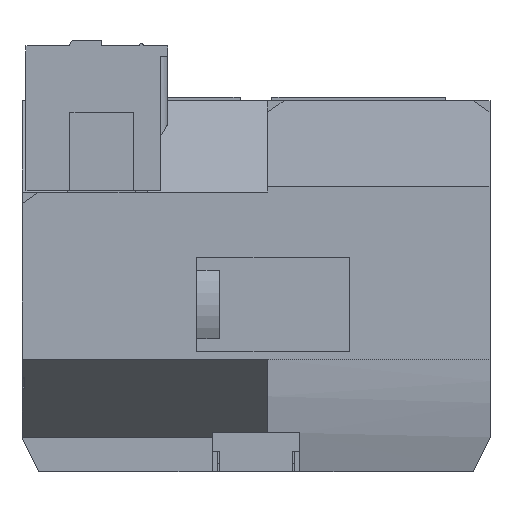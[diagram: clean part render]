
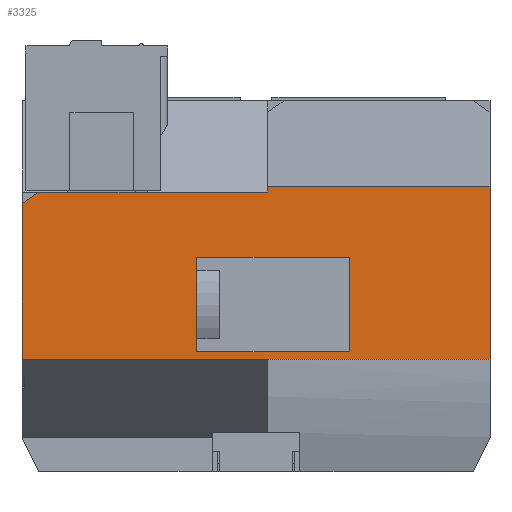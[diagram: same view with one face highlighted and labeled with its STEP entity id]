
A CAD part, front view. The second image highlights one B-rep face of the part: STEP entity #3325.
In plain terms, the highlighted planar face has unit normal (0, 1, 0).
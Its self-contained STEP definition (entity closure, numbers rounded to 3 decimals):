
#3214=AXIS2_PLACEMENT_3D('Plane Axis2P3D',#3211,#3212,#3213) ;
#3211=CARTESIAN_POINT('Axis2P3D Location',(-20.5,-52.8,6.45)) ;
#3217=CARTESIAN_POINT('Control Point',(1.,-52.8,21.1)) ;
#3218=CARTESIAN_POINT('Control Point',(1.,-52.8,21.6)) ;
#3219=CARTESIAN_POINT('Vertex',(1.,-52.8,21.1)) ;
#3221=CARTESIAN_POINT('Vertex',(1.,-52.8,21.6)) ;
#3225=CARTESIAN_POINT('Control Point',(1.,-52.8,21.6)) ;
#3226=CARTESIAN_POINT('Control Point',(20.5,-52.8,21.6)) ;
#3227=CARTESIAN_POINT('Vertex',(20.5,-52.8,21.6)) ;
#3231=CARTESIAN_POINT('Control Point',(20.5,-52.8,21.6)) ;
#3232=CARTESIAN_POINT('Control Point',(20.5,-52.8,6.45)) ;
#3233=CARTESIAN_POINT('Vertex',(20.5,-52.8,6.45)) ;
#3237=CARTESIAN_POINT('Control Point',(20.5,-52.8,6.45)) ;
#3238=CARTESIAN_POINT('Control Point',(-20.5,-52.8,6.45)) ;
#3239=CARTESIAN_POINT('Vertex',(-20.5,-52.8,6.45)) ;
#3243=CARTESIAN_POINT('Control Point',(-20.5,-52.8,6.45)) ;
#3244=CARTESIAN_POINT('Control Point',(-20.5,-52.8,20.1)) ;
#3245=CARTESIAN_POINT('Vertex',(-20.5,-52.8,20.1)) ;
#3249=CARTESIAN_POINT('Control Point',(-20.5,-52.8,20.1)) ;
#3250=CARTESIAN_POINT('Control Point',(-19.03,-52.8,21.1)) ;
#3251=CARTESIAN_POINT('Vertex',(-19.03,-52.8,21.1)) ;
#3255=CARTESIAN_POINT('Control Point',(-19.03,-52.8,21.1)) ;
#3256=CARTESIAN_POINT('Control Point',(1.,-52.8,21.1)) ;
#3268=CARTESIAN_POINT('Control Point',(-5.2,-52.8,14.916)) ;
#3269=CARTESIAN_POINT('Control Point',(-4.2,-52.8,14.916)) ;
#3270=CARTESIAN_POINT('Vertex',(-5.2,-52.8,14.916)) ;
#3272=CARTESIAN_POINT('Vertex',(-4.2,-52.8,14.916)) ;
#3276=CARTESIAN_POINT('Control Point',(-4.2,-52.8,14.916)) ;
#3277=CARTESIAN_POINT('Control Point',(-4.2,-52.8,7.584)) ;
#3278=CARTESIAN_POINT('Vertex',(-4.2,-52.8,7.584)) ;
#3282=CARTESIAN_POINT('Control Point',(-4.2,-52.8,7.584)) ;
#3283=CARTESIAN_POINT('Control Point',(-5.2,-52.8,7.584)) ;
#3284=CARTESIAN_POINT('Vertex',(-5.2,-52.8,7.584)) ;
#3288=CARTESIAN_POINT('Control Point',(-5.2,-52.8,7.584)) ;
#3289=CARTESIAN_POINT('Control Point',(-5.2,-52.8,7.1)) ;
#3290=CARTESIAN_POINT('Vertex',(-5.2,-52.8,7.1)) ;
#3294=CARTESIAN_POINT('Control Point',(-5.2,-52.8,7.1)) ;
#3295=CARTESIAN_POINT('Control Point',(8.2,-52.8,7.1)) ;
#3296=CARTESIAN_POINT('Vertex',(8.2,-52.8,7.1)) ;
#3300=CARTESIAN_POINT('Control Point',(8.2,-52.8,7.1)) ;
#3301=CARTESIAN_POINT('Control Point',(8.2,-52.8,15.4)) ;
#3302=CARTESIAN_POINT('Vertex',(8.2,-52.8,15.4)) ;
#3306=CARTESIAN_POINT('Control Point',(8.2,-52.8,15.4)) ;
#3307=CARTESIAN_POINT('Control Point',(-5.2,-52.8,15.4)) ;
#3308=CARTESIAN_POINT('Vertex',(-5.2,-52.8,15.4)) ;
#3312=CARTESIAN_POINT('Control Point',(-5.2,-52.8,15.4)) ;
#3313=CARTESIAN_POINT('Control Point',(-5.2,-52.8,14.916)) ;
#3212=DIRECTION('Axis2P3D Direction',(0.,1.,0.)) ;
#3213=DIRECTION('Axis2P3D XDirection',(0.,0.,1.)) ;
#3259=ORIENTED_EDGE('',*,*,#3223,.T.) ;
#3260=ORIENTED_EDGE('',*,*,#3229,.T.) ;
#3261=ORIENTED_EDGE('',*,*,#3235,.T.) ;
#3262=ORIENTED_EDGE('',*,*,#3241,.T.) ;
#3263=ORIENTED_EDGE('',*,*,#3247,.T.) ;
#3264=ORIENTED_EDGE('',*,*,#3253,.T.) ;
#3265=ORIENTED_EDGE('',*,*,#3257,.T.) ;
#3316=ORIENTED_EDGE('',*,*,#3274,.T.) ;
#3317=ORIENTED_EDGE('',*,*,#3280,.T.) ;
#3318=ORIENTED_EDGE('',*,*,#3286,.T.) ;
#3319=ORIENTED_EDGE('',*,*,#3292,.T.) ;
#3320=ORIENTED_EDGE('',*,*,#3298,.T.) ;
#3321=ORIENTED_EDGE('',*,*,#3304,.T.) ;
#3322=ORIENTED_EDGE('',*,*,#3310,.T.) ;
#3323=ORIENTED_EDGE('',*,*,#3314,.T.) ;
#3324=FACE_BOUND('',#3315,.T.) ;
#3325=ADVANCED_FACE('\X2\FF7BFF70FF8CFF6AFF7D\X0\.43',(#3266,#3324),#3215,.T.) ;
#3216=B_SPLINE_CURVE_WITH_KNOTS('',1,(#3217,#3218),.UNSPECIFIED.,.F.,.U.,(2,2),(0.,0.5),.UNSPECIFIED.) ;
#3224=B_SPLINE_CURVE_WITH_KNOTS('',1,(#3225,#3226),.UNSPECIFIED.,.F.,.U.,(2,2),(0.,19.5),.UNSPECIFIED.) ;
#3230=B_SPLINE_CURVE_WITH_KNOTS('',1,(#3231,#3232),.UNSPECIFIED.,.F.,.U.,(2,2),(0.,15.15),.UNSPECIFIED.) ;
#3236=B_SPLINE_CURVE_WITH_KNOTS('',1,(#3237,#3238),.UNSPECIFIED.,.F.,.U.,(2,2),(0.,41.),.UNSPECIFIED.) ;
#3242=B_SPLINE_CURVE_WITH_KNOTS('',1,(#3243,#3244),.UNSPECIFIED.,.F.,.U.,(2,2),(0.,13.65),.UNSPECIFIED.) ;
#3248=B_SPLINE_CURVE_WITH_KNOTS('',1,(#3249,#3250),.UNSPECIFIED.,.F.,.U.,(2,2),(0.,1.778),.UNSPECIFIED.) ;
#3254=B_SPLINE_CURVE_WITH_KNOTS('',1,(#3255,#3256),.UNSPECIFIED.,.F.,.U.,(2,2),(0.,20.03),.UNSPECIFIED.) ;
#3267=B_SPLINE_CURVE_WITH_KNOTS('',1,(#3268,#3269),.UNSPECIFIED.,.F.,.U.,(2,2),(0.,1.),.UNSPECIFIED.) ;
#3275=B_SPLINE_CURVE_WITH_KNOTS('',1,(#3276,#3277),.UNSPECIFIED.,.F.,.U.,(2,2),(0.,7.332),.UNSPECIFIED.) ;
#3281=B_SPLINE_CURVE_WITH_KNOTS('',1,(#3282,#3283),.UNSPECIFIED.,.F.,.U.,(2,2),(0.,1.),.UNSPECIFIED.) ;
#3287=B_SPLINE_CURVE_WITH_KNOTS('',1,(#3288,#3289),.UNSPECIFIED.,.F.,.U.,(2,2),(0.,0.484),.UNSPECIFIED.) ;
#3293=B_SPLINE_CURVE_WITH_KNOTS('',1,(#3294,#3295),.UNSPECIFIED.,.F.,.U.,(2,2),(0.,13.4),.UNSPECIFIED.) ;
#3299=B_SPLINE_CURVE_WITH_KNOTS('',1,(#3300,#3301),.UNSPECIFIED.,.F.,.U.,(2,2),(0.,8.3),.UNSPECIFIED.) ;
#3305=B_SPLINE_CURVE_WITH_KNOTS('',1,(#3306,#3307),.UNSPECIFIED.,.F.,.U.,(2,2),(0.,13.4),.UNSPECIFIED.) ;
#3311=B_SPLINE_CURVE_WITH_KNOTS('',1,(#3312,#3313),.UNSPECIFIED.,.F.,.U.,(2,2),(0.,0.484),.UNSPECIFIED.) ;
#3223=EDGE_CURVE('',#3220,#3222,#3216,.T.) ;
#3229=EDGE_CURVE('',#3222,#3228,#3224,.T.) ;
#3235=EDGE_CURVE('',#3228,#3234,#3230,.T.) ;
#3241=EDGE_CURVE('',#3234,#3240,#3236,.T.) ;
#3247=EDGE_CURVE('',#3240,#3246,#3242,.T.) ;
#3253=EDGE_CURVE('',#3246,#3252,#3248,.T.) ;
#3257=EDGE_CURVE('',#3252,#3220,#3254,.T.) ;
#3274=EDGE_CURVE('',#3271,#3273,#3267,.T.) ;
#3280=EDGE_CURVE('',#3273,#3279,#3275,.T.) ;
#3286=EDGE_CURVE('',#3279,#3285,#3281,.T.) ;
#3292=EDGE_CURVE('',#3285,#3291,#3287,.T.) ;
#3298=EDGE_CURVE('',#3291,#3297,#3293,.T.) ;
#3304=EDGE_CURVE('',#3297,#3303,#3299,.T.) ;
#3310=EDGE_CURVE('',#3303,#3309,#3305,.T.) ;
#3314=EDGE_CURVE('',#3309,#3271,#3311,.T.) ;
#3258=EDGE_LOOP('',(#3259,#3260,#3261,#3262,#3263,#3264,#3265)) ;
#3315=EDGE_LOOP('',(#3316,#3317,#3318,#3319,#3320,#3321,#3322,#3323)) ;
#3266=FACE_OUTER_BOUND('',#3258,.T.) ;
#3215=PLANE('Plane',#3214) ;
#3220=VERTEX_POINT('',#3219) ;
#3222=VERTEX_POINT('',#3221) ;
#3228=VERTEX_POINT('',#3227) ;
#3234=VERTEX_POINT('',#3233) ;
#3240=VERTEX_POINT('',#3239) ;
#3246=VERTEX_POINT('',#3245) ;
#3252=VERTEX_POINT('',#3251) ;
#3271=VERTEX_POINT('',#3270) ;
#3273=VERTEX_POINT('',#3272) ;
#3279=VERTEX_POINT('',#3278) ;
#3285=VERTEX_POINT('',#3284) ;
#3291=VERTEX_POINT('',#3290) ;
#3297=VERTEX_POINT('',#3296) ;
#3303=VERTEX_POINT('',#3302) ;
#3309=VERTEX_POINT('',#3308) ;
